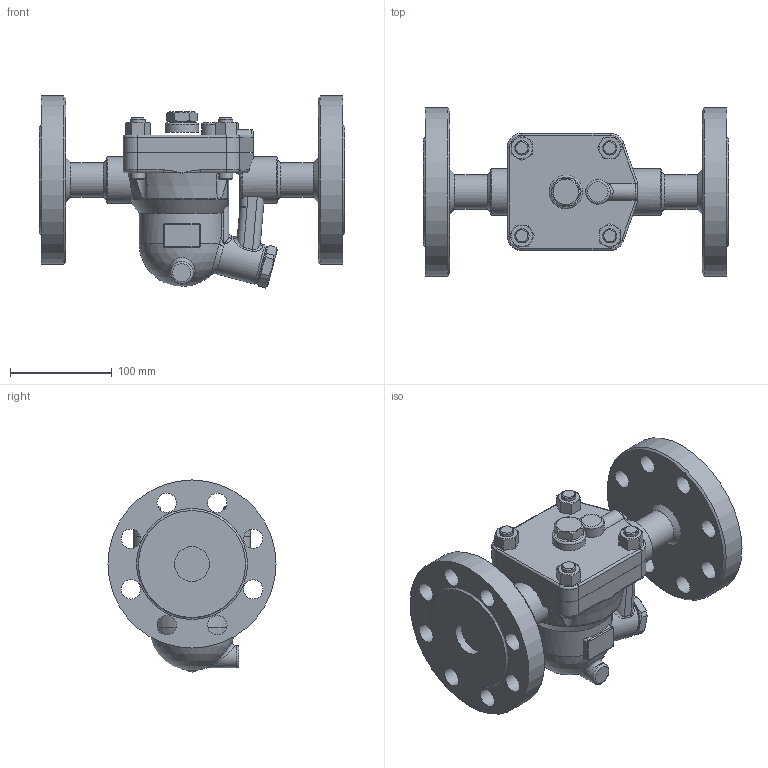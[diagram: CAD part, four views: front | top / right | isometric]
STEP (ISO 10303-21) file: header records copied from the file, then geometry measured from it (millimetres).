
FILE_DESCRIPTION((''),'2;1');
FILE_NAME('j5slp-050-jis40-00.stp','2010-08-23T09:35:47',('nakaot'),(''),'Autodesk Inventor 2008','Autodesk Inventor 2008','');
FILE_SCHEMA(('AUTOMOTIVE_DESIGN { 1 0 10303 214 1 1 1 1 }'));
Length unit declared in the file: millimetre
Products named in the file (1): j5slp-050-jis40-00
Bounding box: 300 x 165 x 188.52 mm (x, y, z)
Volume: 2405887.4 mm3; surface area: 248358.3 mm2
Topology: 2 solids, 3 shells, 358 faces, 877 edges, 557 vertices
Faces by surface type: plane 119, cylinder 91, bspline 79, cone 52, torus 16, sphere 1
Full cylindrical faces by diameter (mm): 14 x12, 19 x8, 21 x1, 22 x1, 24 x1, 33 x1, 34 x2, 38 x1, 40 x1, 46 x2, 80 x1, 165 x1
Entity records: 20843 total; most frequent: CARTESIAN_POINT 13309, ORIENTED_EDGE 1548, DIRECTION 1434, EDGE_CURVE 774, AXIS2_PLACEMENT_3D 607, VERTEX_POINT 528, EDGE_LOOP 506, FACE_OUTER_BOUND 356
